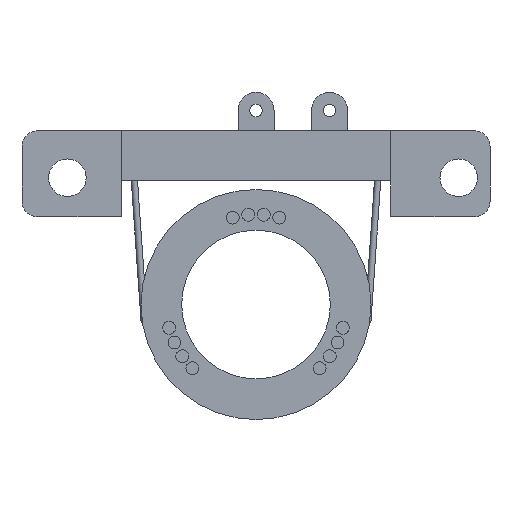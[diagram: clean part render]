
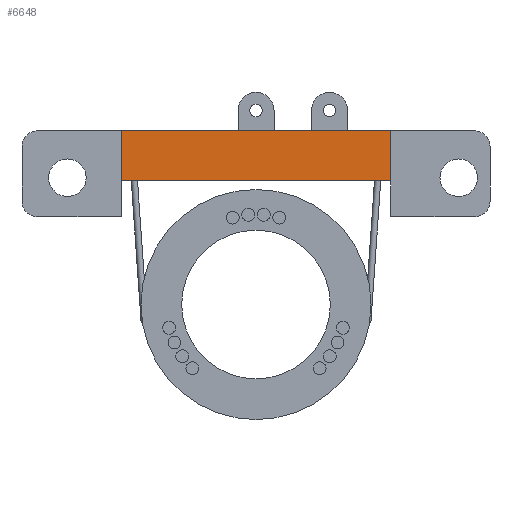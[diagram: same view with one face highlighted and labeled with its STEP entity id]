
A CAD part, front view. The second image highlights one B-rep face of the part: STEP entity #6648.
In plain terms, the highlighted planar face has unit normal (0, -1, 0).
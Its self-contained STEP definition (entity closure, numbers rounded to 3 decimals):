
#132 = EDGE_CURVE ( 'NONE', #7877, #1950, #8443, .T. ) ;
#167 = VERTEX_POINT ( 'NONE', #5927 ) ;
#504 = LINE ( 'NONE', #2620, #7542 ) ;
#1148 = PLANE ( 'NONE',  #8245 ) ;
#1759 = CARTESIAN_POINT ( 'NONE',  ( 8.6, 0.2, 11.1 ) ) ;
#1909 = CARTESIAN_POINT ( 'NONE',  ( 8.6, 0.2, 7.9 ) ) ;
#1950 = VERTEX_POINT ( 'NONE', #7297 ) ;
#2296 = LINE ( 'NONE', #4051, #3684 ) ;
#2514 = CARTESIAN_POINT ( 'NONE',  ( 0., 0.2, 0. ) ) ;
#2524 = VECTOR ( 'NONE', #5294, 1000. ) ;
#2620 = CARTESIAN_POINT ( 'NONE',  ( -8.6, 0.2, 5.6 ) ) ;
#2744 = LINE ( 'NONE', #1909, #2524 ) ;
#2980 = ORIENTED_EDGE ( 'NONE', *, *, #6157, .T. ) ;
#3159 = CARTESIAN_POINT ( 'NONE',  ( -8.6, 0.2, 7.9 ) ) ;
#3200 = DIRECTION ( 'NONE',  ( -1., 0., 0. ) ) ;
#3416 = VERTEX_POINT ( 'NONE', #3159 ) ;
#3586 = ORIENTED_EDGE ( 'NONE', *, *, #132, .T. ) ;
#3684 = VECTOR ( 'NONE', #8808, 1000. ) ;
#4051 = CARTESIAN_POINT ( 'NONE',  ( 8.6, 0.2, 7.9 ) ) ;
#4110 = FACE_OUTER_BOUND ( 'NONE', #6398, .T. ) ;
#4681 = DIRECTION ( 'NONE',  ( 0., 0., 1. ) ) ;
#4832 = VECTOR ( 'NONE', #6320, 1000. ) ;
#5294 = DIRECTION ( 'NONE',  ( 1., 0., 0. ) ) ;
#5927 = CARTESIAN_POINT ( 'NONE',  ( 8.6, 0.2, 7.9 ) ) ;
#6157 = EDGE_CURVE ( 'NONE', #3416, #167, #2744, .T. ) ;
#6180 = EDGE_CURVE ( 'NONE', #3416, #1950, #504, .T. ) ;
#6244 = EDGE_CURVE ( 'NONE', #7877, #167, #2296, .T. ) ;
#6320 = DIRECTION ( 'NONE',  ( -1., 0., 0. ) ) ;
#6398 = EDGE_LOOP ( 'NONE', ( #3586, #7109, #2980, #7659 ) ) ;
#6404 = CARTESIAN_POINT ( 'NONE',  ( -14.95, 0.2, 11.1 ) ) ;
#6648 = ADVANCED_FACE ( 'NONE', ( #4110 ), #1148, .F. ) ;
#7109 = ORIENTED_EDGE ( 'NONE', *, *, #6180, .F. ) ;
#7287 = DIRECTION ( 'NONE',  ( 0., 1., 0. ) ) ;
#7297 = CARTESIAN_POINT ( 'NONE',  ( -8.6, 0.2, 11.1 ) ) ;
#7542 = VECTOR ( 'NONE', #4681, 1000. ) ;
#7659 = ORIENTED_EDGE ( 'NONE', *, *, #6244, .F. ) ;
#7877 = VERTEX_POINT ( 'NONE', #1759 ) ;
#8245 = AXIS2_PLACEMENT_3D ( 'NONE', #2514, #7287, #3200 ) ;
#8443 = LINE ( 'NONE', #6404, #4832 ) ;
#8808 = DIRECTION ( 'NONE',  ( 0., 0., -1. ) ) ;
